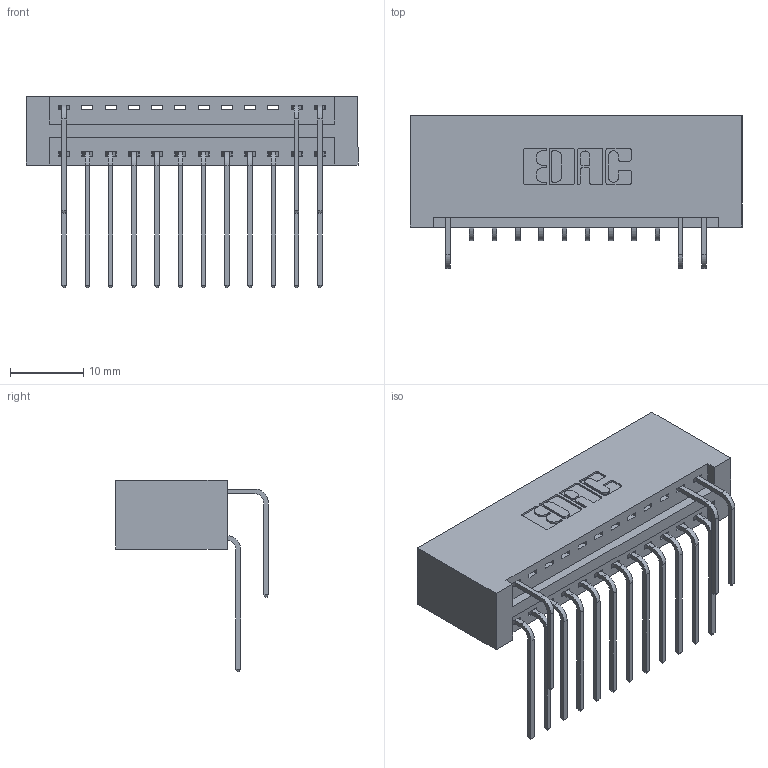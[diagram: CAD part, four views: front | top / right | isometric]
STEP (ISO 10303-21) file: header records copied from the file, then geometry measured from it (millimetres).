
FILE_DESCRIPTION (( 'STEP AP203' ), '1' );
FILE_NAME ('346-024-559-201.STEP', '2018-08-21T04:32:41', ( '' ), ( '' ), 'SwSTEP 2.0', 'SolidWorks 2016', '' );
FILE_SCHEMA (( 'CONFIG_CONTROL_DESIGN' ));
Length unit declared in the file: inch
Products named in the file (4): 346 Part_No Mounting Lugs; 345-292-001_558 559 Tail - 1; 345-292-001_559 Tail - 2; 346-024-559-201
Assembly tree (16 placements, depth 2):
  346-024-559-201
    346 Part_No Mounting Lugs
    345-292-001_558 559 Tail - 1  x12
    345-292-001_559 Tail - 2  x3
Bounding box: 45.34 x 20.89 x 26.16 mm (x, y, z)
Volume: 4766.9 mm3; surface area: 6192.2 mm2
Topology: 16 solids, 16 shells, 978 faces, 2909 edges, 1918 vertices
Faces by surface type: plane 672, cylinder 306
Entity records: 13089 total; most frequent: CARTESIAN_POINT 2286, ORIENTED_EDGE 2178, DIRECTION 2023, EDGE_CURVE 1089, VECTOR 877, LINE 877, VERTEX_POINT 722, AXIS2_PLACEMENT_3D 573
